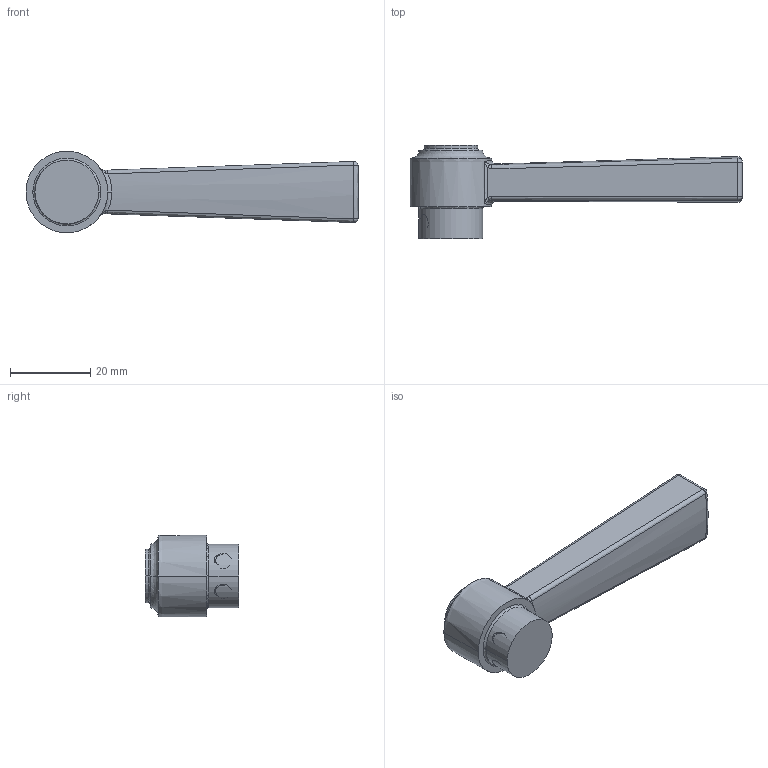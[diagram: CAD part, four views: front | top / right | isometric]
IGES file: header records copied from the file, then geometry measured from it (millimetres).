
Start section:  PTC IGES file: 2-436_web.igs
Global section: file name: 2-436_web.igs; native system: Pro/ENGINEER by Parametric Technology Corporation; preprocessor: 2009300; author: pnmurthy; organization: Unknown; date: 20100706.122252; units: inch
Bounding box: 82.55 x 23.19 x 20.32 mm (x, y, z)
Surface area: 5428.4 mm2 (no closed solid volume)
Topology: 0 solids, 0 shells, 50 faces, 210 edges, 210 vertices
Faces by surface type: bspline 30, revolution 20
